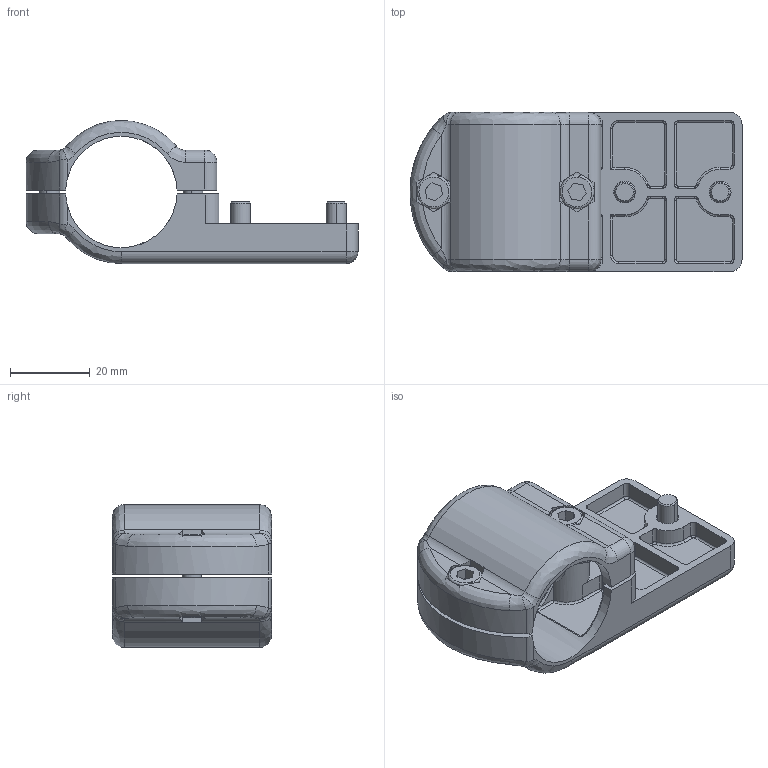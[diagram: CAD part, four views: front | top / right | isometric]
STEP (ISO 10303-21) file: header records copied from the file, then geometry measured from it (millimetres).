
FILE_DESCRIPTION (( 'STEP AP214' ), '1' );
FILE_NAME ('6951082', '2019-01-30T08:39:55', ( '' ), ('JUGARD+KÜNSTNER GmbH'), 'SwSTEP 2.0', 'SolidWorks 2017', '' );
FILE_SCHEMA (( 'AUTOMOTIVE_DESIGN' ));
Length unit declared in the file: millimetre
Products named in the file (6): 6951082; Part6; Part3; Part7; Part1; Part4
Assembly tree (8 placements, depth 2):
  6951082
    Part6
    Part1
    Part4  x2
    Part3  x2
    Part7  x2
Bounding box: 83.49 x 40 x 36 mm (x, y, z)
Volume: 32897.7 mm3; surface area: 20268.4 mm2
Topology: 8 solids, 8 shells, 496 faces, 1162 edges, 690 vertices
Faces by surface type: plane 166, cylinder 158, cone 88, bspline 84
Entity records: 17655 total; most frequent: CARTESIAN_POINT 4565, ORIENTED_EDGE 1852, DIRECTION 1742, EDGE_CURVE 926, AXIS2_PLACEMENT_3D 640, VERTEX_POINT 560, LINE 462, VECTOR 462
